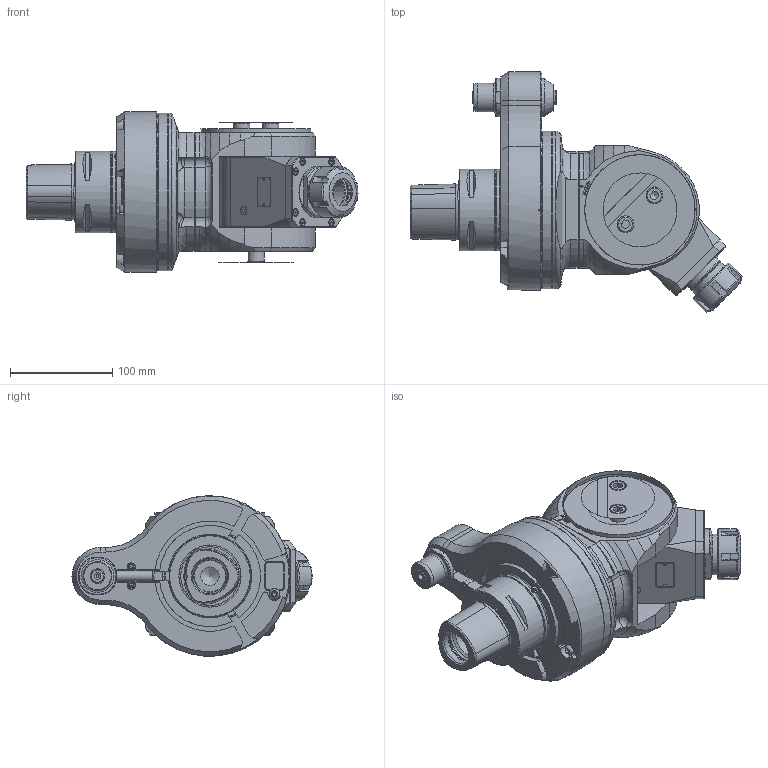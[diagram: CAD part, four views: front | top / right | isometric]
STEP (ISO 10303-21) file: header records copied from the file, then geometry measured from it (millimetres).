
FILE_DESCRIPTION(/* description */ (''),/* implementation_level */ '2;1');
FILE_NAME(/* name */ '9.FMU.20000-7C8.stp',/* time_stamp */ '2025-04-23T10:55:30-04:00',/* author */ ('jkrenzer'),/* organization */ (''),/* preprocessor_version */ 'ST-DEVELOPER v18.1',/* originating_system */ 'Autodesk Inventor 2022',/* authorisation */ '');
FILE_SCHEMA (('AUTOMOTIVE_DESIGN { 1 0 10303 214 3 1 1 }'));
Products named in the file (3): 9.FMU.20000-7C8; 9_GA3_681_2   (EVO, Type 3, Capto C8, 110mm); 9_FMU_20000
Assembly tree (2 placements, depth 2):
  9.FMU.20000-7C8
    9_GA3_681_2   (EVO, Type 3, Capto C8, 110mm)
    9_FMU_20000
Bounding box: 324.83 x 234.83 x 156.86 mm (x, y, z)
Volume: 3175631.5 mm3; surface area: 374769.3 mm2
Topology: 5 solids, 6 shells, 920 faces, 2379 edges, 1532 vertices
Faces by surface type: plane 450, cylinder 218, cone 165, torus 54, bspline 27, sphere 6
Full cylindrical faces by diameter (mm): 2.5 x3, 3.2 x2, 4 x3, 4.2 x3, 5 x3, 5.3 x2, 6.5 x1, 6.75 x4, 7 x8, 7.5 x8, 8 x8, 8.4 x4, 8.5 x2, 9.1 x2, 10 x1, 13 x4, 13.4 x2, 13.5 x4, 14 x3, 14.5 x1, 16 x3, 16.5 x3, 18 x1, 24 x1, 27 x1, 28 x2, 29.5 x1, 30.6 x1, 32 x2, 35.8 x1
Entity records: 46077 total; most frequent: CARTESIAN_POINT 24134, ORIENTED_EDGE 4686, DIRECTION 4469, EDGE_CURVE 2343, AXIS2_PLACEMENT_3D 1713, VERTEX_POINT 1532, EDGE_LOOP 1049, LINE 1043
